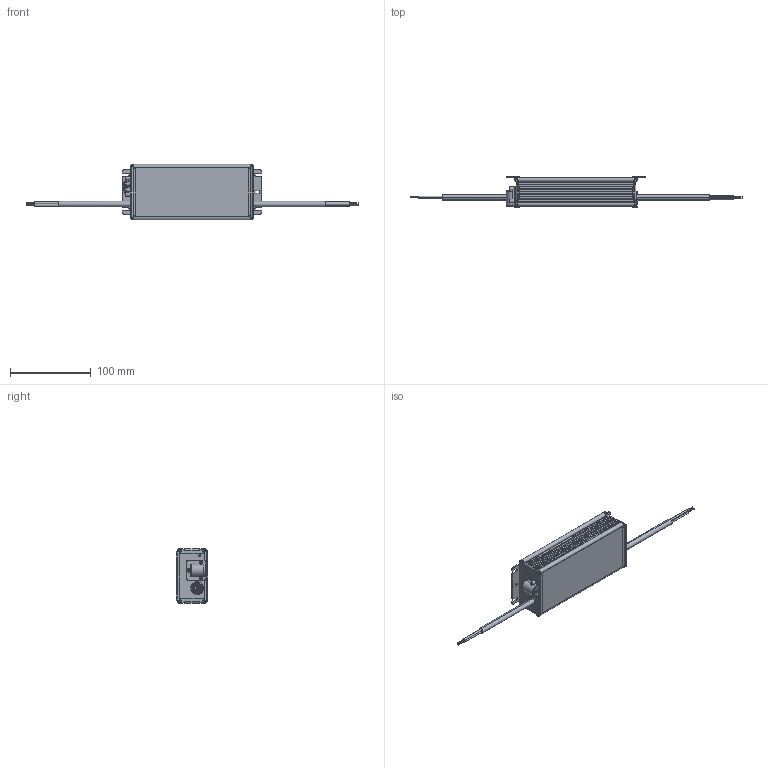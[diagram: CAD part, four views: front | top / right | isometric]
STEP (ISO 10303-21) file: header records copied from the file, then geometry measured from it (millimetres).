
FILE_DESCRIPTION(('Creo Elements/Direct Modeling STEP Export'),'2;1');
FILE_NAME('3D_M69.stp','2019-09-25T14:26:10',(''),(''),'PTC Creo Elements/Direct Modeling STEP processor for AP214 (Solid Model)','PTC Creo Elements/Direct Modeling 19.0E 27-Jun-2016 (C) Parametric Technology GmbH','');
FILE_SCHEMA(('AUTOMOTIVE_DESIGN { 1 0 10303 214 1 1 1 1 }'));
Length unit declared in the file: millimetre
Products named in the file (2): M69
Assembly tree (1 placements, depth 2):
  M69
    M69
Bounding box: 411.6 x 38.6 x 68.51 mm (x, y, z)
Volume: 63455.6 mm3; surface area: 85450.9 mm2
Topology: 1 solids, 4 shells, 1000 faces, 2538 edges, 1593 vertices
Faces by surface type: plane 523, cylinder 280, torus 89, cone 66, bspline 31, sphere 8, extrusion 3
Entity records: 33776 total; most frequent: CARTESIAN_POINT 6326, ORIENTED_EDGE 5040, DIRECTION 4646, EDGE_CURVE 2518, AXIS2_PLACEMENT_3D 1630, VERTEX_POINT 1593, VECTOR 1386, LINE 1383
